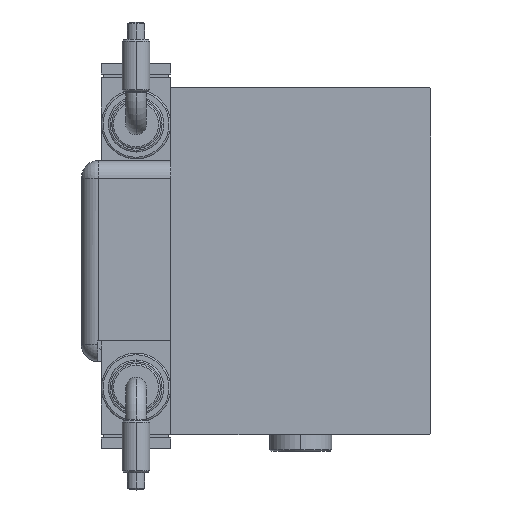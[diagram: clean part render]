
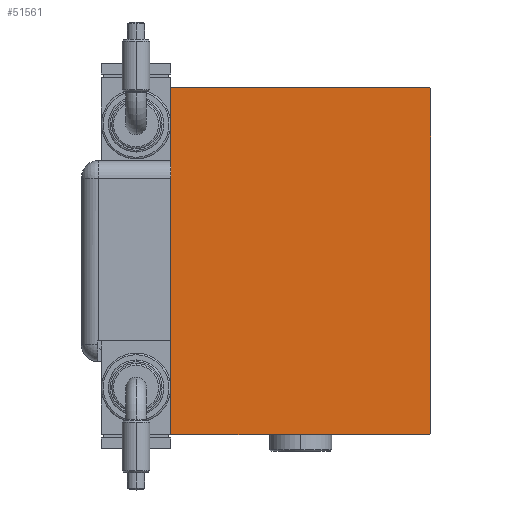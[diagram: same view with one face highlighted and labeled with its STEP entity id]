
A CAD part, left-side view. The second image highlights one B-rep face of the part: STEP entity #51561.
In plain terms, the highlighted face is planar.
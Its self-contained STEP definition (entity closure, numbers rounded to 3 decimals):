
#222 = LINE ( 'NONE', #29517, #37376 ) ;
#341 = LINE ( 'NONE', #5129, #45600 ) ;
#456 = VERTEX_POINT ( 'NONE', #45173 ) ;
#461 = DIRECTION ( 'NONE',  ( 0., 0.707, 0.707 ) ) ;
#774 = DIRECTION ( 'NONE',  ( 0., 0.707, -0.707 ) ) ;
#1167 = LINE ( 'NONE', #11362, #41104 ) ;
#2220 = EDGE_CURVE ( 'NONE', #17653, #456, #25910, .T. ) ;
#4158 = DIRECTION ( 'NONE',  ( 1., 0., 0. ) ) ;
#4505 = DIRECTION ( 'NONE',  ( 0., 0., -1. ) ) ;
#5129 = CARTESIAN_POINT ( 'NONE',  ( 98., -37.5, 50. ) ) ;
#5546 = CARTESIAN_POINT ( 'NONE',  ( 98., 37.2, -50. ) ) ;
#5934 = LINE ( 'NONE', #39048, #7530 ) ;
#7530 = VECTOR ( 'NONE', #10706, 1000. ) ;
#10409 = DIRECTION ( 'NONE',  ( 0., 0., 1. ) ) ;
#10706 = DIRECTION ( 'NONE',  ( 0., -0.707, 0.707 ) ) ;
#10727 = DIRECTION ( 'NONE',  ( 0., -1., 0. ) ) ;
#11271 = DIRECTION ( 'NONE',  ( 0., -0.707, -0.707 ) ) ;
#11362 = CARTESIAN_POINT ( 'NONE',  ( 98., 37.5, 50. ) ) ;
#12948 = ORIENTED_EDGE ( 'NONE', *, *, #61261, .T. ) ;
#14036 = ORIENTED_EDGE ( 'NONE', *, *, #47378, .T. ) ;
#14484 = VECTOR ( 'NONE', #774, 1000. ) ;
#16176 = VECTOR ( 'NONE', #11271, 1000. ) ;
#17653 = VERTEX_POINT ( 'NONE', #42377 ) ;
#18791 = DIRECTION ( 'NONE',  ( 0., 0., -1. ) ) ;
#23958 = ORIENTED_EDGE ( 'NONE', *, *, #54806, .T. ) ;
#24517 = VERTEX_POINT ( 'NONE', #51477 ) ;
#24973 = CARTESIAN_POINT ( 'NONE',  ( 98., -43.6, 43.6 ) ) ;
#24981 = LINE ( 'NONE', #54867, #56214 ) ;
#25245 = ORIENTED_EDGE ( 'NONE', *, *, #49266, .T. ) ;
#25910 = LINE ( 'NONE', #24973, #16176 ) ;
#26552 = LINE ( 'NONE', #31020, #36464 ) ;
#28041 = FACE_OUTER_BOUND ( 'NONE', #28306, .T. ) ;
#28306 = EDGE_LOOP ( 'NONE', ( #37093, #12948, #14036, #36897, #52099, #59736, #25245, #23958 ) ) ;
#29517 = CARTESIAN_POINT ( 'NONE',  ( 98., 37.5, -50. ) ) ;
#31020 = CARTESIAN_POINT ( 'NONE',  ( 98., -37.5, -50. ) ) ;
#33898 = CARTESIAN_POINT ( 'NONE',  ( 98., -43.6, -43.6 ) ) ;
#34401 = EDGE_CURVE ( 'NONE', #60487, #37602, #5934, .T. ) ;
#34625 = VERTEX_POINT ( 'NONE', #5546 ) ;
#35207 = EDGE_CURVE ( 'NONE', #37602, #17653, #1167, .T. ) ;
#35458 = CARTESIAN_POINT ( 'NONE',  ( 98., 37.5, 49.7 ) ) ;
#36464 = VECTOR ( 'NONE', #60273, 1000. ) ;
#36897 = ORIENTED_EDGE ( 'NONE', *, *, #34401, .T. ) ;
#37093 = ORIENTED_EDGE ( 'NONE', *, *, #48748, .T. ) ;
#37376 = VECTOR ( 'NONE', #10409, 1000. ) ;
#37602 = VERTEX_POINT ( 'NONE', #41677 ) ;
#37895 = PLANE ( 'NONE',  #57696 ) ;
#39048 = CARTESIAN_POINT ( 'NONE',  ( 98., 43.6, 43.6 ) ) ;
#41104 = VECTOR ( 'NONE', #10727, 1000. ) ;
#41677 = CARTESIAN_POINT ( 'NONE',  ( 98., 37.2, 50. ) ) ;
#42377 = CARTESIAN_POINT ( 'NONE',  ( 98., -37.2, 50. ) ) ;
#45173 = CARTESIAN_POINT ( 'NONE',  ( 98., -37.5, 49.7 ) ) ;
#45600 = VECTOR ( 'NONE', #4505, 1000. ) ;
#47378 = EDGE_CURVE ( 'NONE', #54635, #60487, #222, .T. ) ;
#48748 = EDGE_CURVE ( 'NONE', #61876, #34625, #26552, .T. ) ;
#49019 = CARTESIAN_POINT ( 'NONE',  ( 98., -37.2, -50. ) ) ;
#49266 = EDGE_CURVE ( 'NONE', #456, #24517, #341, .T. ) ;
#51477 = CARTESIAN_POINT ( 'NONE',  ( 98., -37.5, -49.7 ) ) ;
#51561 = ADVANCED_FACE ( 'NONE', ( #28041 ), #37895, .T. ) ;
#52099 = ORIENTED_EDGE ( 'NONE', *, *, #35207, .T. ) ;
#54635 = VERTEX_POINT ( 'NONE', #55254 ) ;
#54806 = EDGE_CURVE ( 'NONE', #24517, #61876, #57766, .T. ) ;
#54867 = CARTESIAN_POINT ( 'NONE',  ( 98., 43.6, -43.6 ) ) ;
#55254 = CARTESIAN_POINT ( 'NONE',  ( 98., 37.5, -49.7 ) ) ;
#56214 = VECTOR ( 'NONE', #461, 1000. ) ;
#57288 = CARTESIAN_POINT ( 'NONE',  ( 98., 0., 0. ) ) ;
#57696 = AXIS2_PLACEMENT_3D ( 'NONE', #57288, #4158, #18791 ) ;
#57766 = LINE ( 'NONE', #33898, #14484 ) ;
#59736 = ORIENTED_EDGE ( 'NONE', *, *, #2220, .T. ) ;
#60273 = DIRECTION ( 'NONE',  ( 0., 1., 0. ) ) ;
#60487 = VERTEX_POINT ( 'NONE', #35458 ) ;
#61261 = EDGE_CURVE ( 'NONE', #34625, #54635, #24981, .T. ) ;
#61876 = VERTEX_POINT ( 'NONE', #49019 ) ;
